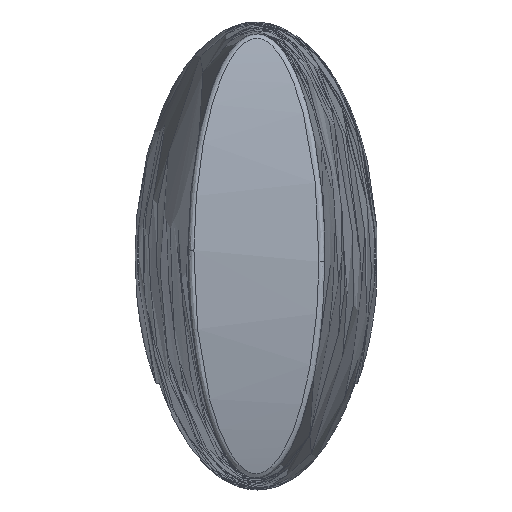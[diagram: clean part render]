
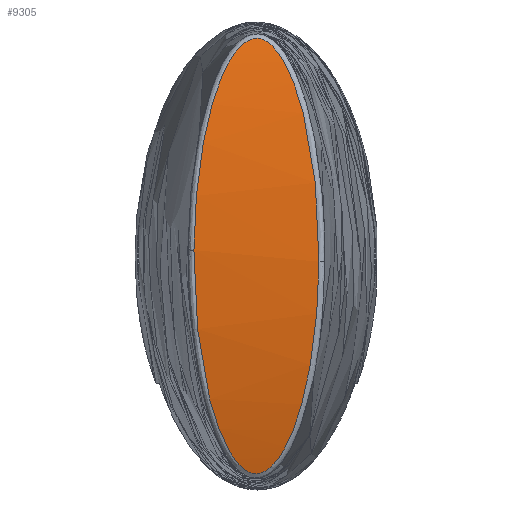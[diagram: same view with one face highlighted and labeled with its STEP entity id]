
A CAD part, left-side view. The second image highlights one B-rep face of the part: STEP entity #9305.
In plain terms, the highlighted cylindrical face has radius 36.769 mm (diameter 73.537 mm), a partial arc.
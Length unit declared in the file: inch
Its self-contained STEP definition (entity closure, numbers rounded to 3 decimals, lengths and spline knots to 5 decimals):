
#70 = CARTESIAN_POINT ( 'NONE',  ( -4.49377, -0.07972, -0.24137 ) ) ;
#104 = CARTESIAN_POINT ( 'NONE',  ( -4.51373, -0.10583, -0.0435 ) ) ;
#109 = CARTESIAN_POINT ( 'NONE',  ( -4.46714, -0.01471, 0.36569 ) ) ;
#138 = CARTESIAN_POINT ( 'NONE',  ( -4.46633, -0.00673, 0.36878 ) ) ;
#158 = VERTEX_POINT ( 'NONE', #2405 ) ;
#357 = CARTESIAN_POINT ( 'NONE',  ( -4.49365, 0.07935, 0.24277 ) ) ;
#395 = CARTESIAN_POINT ( 'NONE',  ( -4.51374, 0.10582, 0.0439 ) ) ;
#686 = EDGE_LOOP ( 'NONE', ( #4228, #1537 ) ) ;
#733 = CARTESIAN_POINT ( 'NONE',  ( -4.46984, -0.02819, -0.3545 ) ) ;
#797 = CARTESIAN_POINT ( 'NONE',  ( -4.46874, 0.02432, -0.35882 ) ) ;
#828 = CARTESIAN_POINT ( 'NONE',  ( -4.48479, -0.06511, -0.28944 ) ) ;
#860 = CARTESIAN_POINT ( 'NONE',  ( -4.46982, -0.02802, 0.35524 ) ) ;
#922 = CARTESIAN_POINT ( 'NONE',  ( -4.47892, -0.05384, 0.31742 ) ) ;
#1010 = CARTESIAN_POINT ( 'NONE',  ( -4.51232, 0.1042, 0.07764 ) ) ;
#1294 = CARTESIAN_POINT ( 'NONE',  ( -4.48831, 0.07144, -0.27163 ) ) ;
#1431 = CARTESIAN_POINT ( 'NONE',  ( -4.51397, -0.10608, -0.00967 ) ) ;
#1537 = ORIENTED_EDGE ( 'NONE', *, *, #2674, .T. ) ;
#1562 = B_SPLINE_CURVE_WITH_KNOTS ( 'NONE', 3,
 ( #5124, #5994, #5881, #2029, #5960, #8987, #7382, #4447, #1294, #2831, #3647, #8951, #9735, #5351, #797, #3873, #3770, #3743, #9159, #9196, #3067, #2310, #8336, #733, #4584, #4514, #3109, #5413, #6064, #828, #4617, #70, #9093, #6128, #6159, #6099, #104, #1431 ),
 .UNSPECIFIED., .F., .F.,
 ( 4, 2, 2, 2, 2, 2, 2, 2, 2, 2, 2, 2, 2, 2, 2, 2, 2, 2, 4 ),
 ( 0.02012, 0.02267, 0.02522, 0.02649, 0.02777, 0.02904, 0.02968, 0.03, 0.03031, 0.03063, 0.03095, 0.03127, 0.03159, 0.03223, 0.03286, 0.03414, 0.03541, 0.03796, 0.04051 ),
 .UNSPECIFIED. ) ;
#1573 = CARTESIAN_POINT ( 'NONE',  ( -4.46613, -0.00238, 0.3695 ) ) ;
#1642 = CARTESIAN_POINT ( 'NONE',  ( -4.47809, 0.0511, 0.32084 ) ) ;
#1673 = CARTESIAN_POINT ( 'NONE',  ( -4.48853, -0.07159, 0.27112 ) ) ;
#1704 = CARTESIAN_POINT ( 'NONE',  ( -4.49691, -0.08436, 0.22271 ) ) ;
#2029 = CARTESIAN_POINT ( 'NONE',  ( -4.50903, 0.10029, -0.12415 ) ) ;
#2310 = CARTESIAN_POINT ( 'NONE',  ( -4.4677, -0.01859, -0.36286 ) ) ;
#2354 = CARTESIAN_POINT ( 'NONE',  ( -4.46907, -0.02498, 0.35821 ) ) ;
#2390 = CARTESIAN_POINT ( 'NONE',  ( -4.5142, -0.10634, 0.02413 ) ) ;
#2405 = CARTESIAN_POINT ( 'NONE',  ( -4.51397, 0.10609, 0.01009 ) ) ;
#2525 = CARTESIAN_POINT ( 'NONE',  ( -4.50721, 0.09795, 0.14434 ) ) ;
#2621 = CARTESIAN_POINT ( 'NONE',  ( -4.51397, 0.10609, 0.01009 ) ) ;
#2674 = EDGE_CURVE ( 'NONE', #158, #7347, #1562, .T. ) ;
#2781 = CARTESIAN_POINT ( 'NONE',  ( -4.51397, -0.10608, -0.00967 ) ) ;
#2831 = CARTESIAN_POINT ( 'NONE',  ( -4.482, 0.0601, -0.3028 ) ) ;
#3067 = CARTESIAN_POINT ( 'NONE',  ( -4.46661, -0.01113, -0.36705 ) ) ;
#3109 = CARTESIAN_POINT ( 'NONE',  ( -4.47475, -0.04347, -0.33456 ) ) ;
#3304 = CARTESIAN_POINT ( 'NONE',  ( -4.48783, 0.07002, 0.27484 ) ) ;
#3647 = CARTESIAN_POINT ( 'NONE',  ( -4.47863, 0.05356, -0.31804 ) ) ;
#3743 = CARTESIAN_POINT ( 'NONE',  ( -4.46608, 0.00582, -0.36904 ) ) ;
#3770 = CARTESIAN_POINT ( 'NONE',  ( -4.46684, 0.01388, -0.36616 ) ) ;
#3873 = CARTESIAN_POINT ( 'NONE',  ( -4.46742, 0.0176, -0.36394 ) ) ;
#3913 = CARTESIAN_POINT ( 'NONE',  ( -4.47385, -0.04112, 0.33896 ) ) ;
#3952 = CARTESIAN_POINT ( 'NONE',  ( -4.47216, -0.03638, 0.34591 ) ) ;
#3971 = EDGE_CURVE ( 'NONE', #7347, #158, #5903, .T. ) ;
#4083 = CARTESIAN_POINT ( 'NONE',  ( -4.47977, 0.05472, 0.31337 ) ) ;
#4228 = ORIENTED_EDGE ( 'NONE', *, *, #3971, .T. ) ;
#4447 = CARTESIAN_POINT ( 'NONE',  ( -4.49128, 0.07613, -0.25566 ) ) ;
#4514 = CARTESIAN_POINT ( 'NONE',  ( -4.47304, -0.03892, -0.34166 ) ) ;
#4584 = CARTESIAN_POINT ( 'NONE',  ( -4.47062, -0.03101, -0.3514 ) ) ;
#4617 = CARTESIAN_POINT ( 'NONE',  ( -4.48797, -0.0705, -0.27346 ) ) ;
#4660 = CARTESIAN_POINT ( 'NONE',  ( -4.48225, -0.06032, 0.30225 ) ) ;
#4693 = CARTESIAN_POINT ( 'NONE',  ( -4.47062, 0.03031, 0.35205 ) ) ;
#4727 = CARTESIAN_POINT ( 'NONE',  ( -4.46984, 0.02742, 0.35515 ) ) ;
#5124 = CARTESIAN_POINT ( 'NONE',  ( -4.51397, 0.10609, 0.01009 ) ) ;
#5174 = DIRECTION ( 'NONE',  ( 0., 0., 1. ) ) ;
#5348 = AXIS2_PLACEMENT_3D ( 'NONE', #6404, #9549, #5174 ) ;
#5351 = CARTESIAN_POINT ( 'NONE',  ( -4.4695, 0.02741, -0.35587 ) ) ;
#5413 = CARTESIAN_POINT ( 'NONE',  ( -4.47814, -0.05163, -0.31995 ) ) ;
#5481 = CARTESIAN_POINT ( 'NONE',  ( -4.47302, 0.0383, 0.3424 ) ) ;
#5881 = CARTESIAN_POINT ( 'NONE',  ( -4.51324, 0.10528, -0.05736 ) ) ;
#5903 = B_SPLINE_CURVE_WITH_KNOTS ( 'NONE', 3,
 ( #6220, #2390, #7735, #6312, #7832, #7695, #1704, #8590, #1673, #4660, #922, #3913, #3952, #860, #2354, #7048, #109, #138, #1573, #6949, #9270, #8462, #9231, #4727, #4693, #5481, #6252, #1642, #4083, #8685, #3304, #357, #6347, #6479, #2525, #1010, #395, #2621 ),
 .UNSPECIFIED., .F., .F.,
 ( 4, 2, 2, 2, 2, 2, 2, 2, 2, 2, 2, 2, 2, 2, 2, 2, 2, 2, 4 ),
 ( 0.04051, 0.04305, 0.0456, 0.04687, 0.04815, 0.04942, 0.05006, 0.05038, 0.05069, 0.05101, 0.05133, 0.05165, 0.05197, 0.0526, 0.05324, 0.05451, 0.05579, 0.05833, 0.06088 ),
 .UNSPECIFIED. ) ;
#5960 = CARTESIAN_POINT ( 'NONE',  ( -4.50577, 0.09641, -0.15734 ) ) ;
#5994 = CARTESIAN_POINT ( 'NONE',  ( -4.5142, 0.10636, -0.02374 ) ) ;
#6064 = CARTESIAN_POINT ( 'NONE',  ( -4.47983, -0.05523, -0.31243 ) ) ;
#6099 = CARTESIAN_POINT ( 'NONE',  ( -4.51232, -0.10423, -0.07703 ) ) ;
#6128 = CARTESIAN_POINT ( 'NONE',  ( -4.50355, -0.09349, -0.17639 ) ) ;
#6159 = CARTESIAN_POINT ( 'NONE',  ( -4.50722, -0.09805, -0.14348 ) ) ;
#6220 = CARTESIAN_POINT ( 'NONE',  ( -4.51397, -0.10608, -0.00967 ) ) ;
#6252 = CARTESIAN_POINT ( 'NONE',  ( -4.47471, 0.04285, 0.3354 ) ) ;
#6312 = CARTESIAN_POINT ( 'NONE',  ( -4.50907, -0.10026, 0.12431 ) ) ;
#6347 = CARTESIAN_POINT ( 'NONE',  ( -4.49633, 0.08326, 0.22645 ) ) ;
#6353 = CYLINDRICAL_SURFACE ( 'NONE', #5348, 1.44758 ) ;
#6404 = CARTESIAN_POINT ( 'NONE',  ( -3.06642, -0.25, 0.00033 ) ) ;
#6479 = CARTESIAN_POINT ( 'NONE',  ( -4.50351, 0.09335, 0.17741 ) ) ;
#6949 = CARTESIAN_POINT ( 'NONE',  ( -4.46633, 0.00613, 0.36875 ) ) ;
#7048 = CARTESIAN_POINT ( 'NONE',  ( -4.46773, -0.01833, 0.36342 ) ) ;
#7347 = VERTEX_POINT ( 'NONE', #2781 ) ;
#7382 = CARTESIAN_POINT ( 'NONE',  ( -4.49674, 0.08428, -0.22315 ) ) ;
#7695 = CARTESIAN_POINT ( 'NONE',  ( -4.49935, -0.08773, 0.20643 ) ) ;
#7735 = CARTESIAN_POINT ( 'NONE',  ( -4.51325, -0.10525, 0.05771 ) ) ;
#7832 = CARTESIAN_POINT ( 'NONE',  ( -4.50584, -0.09639, 0.15734 ) ) ;
#8336 = CARTESIAN_POINT ( 'NONE',  ( -4.46837, -0.02195, -0.36026 ) ) ;
#8462 = CARTESIAN_POINT ( 'NONE',  ( -4.46774, 0.01771, 0.36335 ) ) ;
#8590 = CARTESIAN_POINT ( 'NONE',  ( -4.4915, -0.07629, 0.25507 ) ) ;
#8685 = CARTESIAN_POINT ( 'NONE',  ( -4.48469, 0.06465, 0.29056 ) ) ;
#8822 = FACE_OUTER_BOUND ( 'NONE', #686, .T. ) ;
#8951 = CARTESIAN_POINT ( 'NONE',  ( -4.47352, 0.04065, -0.33968 ) ) ;
#8987 = CARTESIAN_POINT ( 'NONE',  ( -4.49921, 0.08769, -0.20671 ) ) ;
#9093 = CARTESIAN_POINT ( 'NONE',  ( -4.49642, -0.08356, -0.2252 ) ) ;
#9159 = CARTESIAN_POINT ( 'NONE',  ( -4.46593, 0.00145, -0.36962 ) ) ;
#9196 = CARTESIAN_POINT ( 'NONE',  ( -4.4662, -0.00712, -0.36858 ) ) ;
#9231 = CARTESIAN_POINT ( 'NONE',  ( -4.46841, 0.02114, 0.36078 ) ) ;
#9270 = CARTESIAN_POINT ( 'NONE',  ( -4.46671, 0.01025, 0.36732 ) ) ;
#9305 = ADVANCED_FACE ( 'NONE', ( #8822 ), #6353, .T. ) ;
#9549 = DIRECTION ( 'NONE',  ( 0., 1., 0. ) ) ;
#9735 = CARTESIAN_POINT ( 'NONE',  ( -4.47184, 0.0359, -0.34655 ) ) ;
